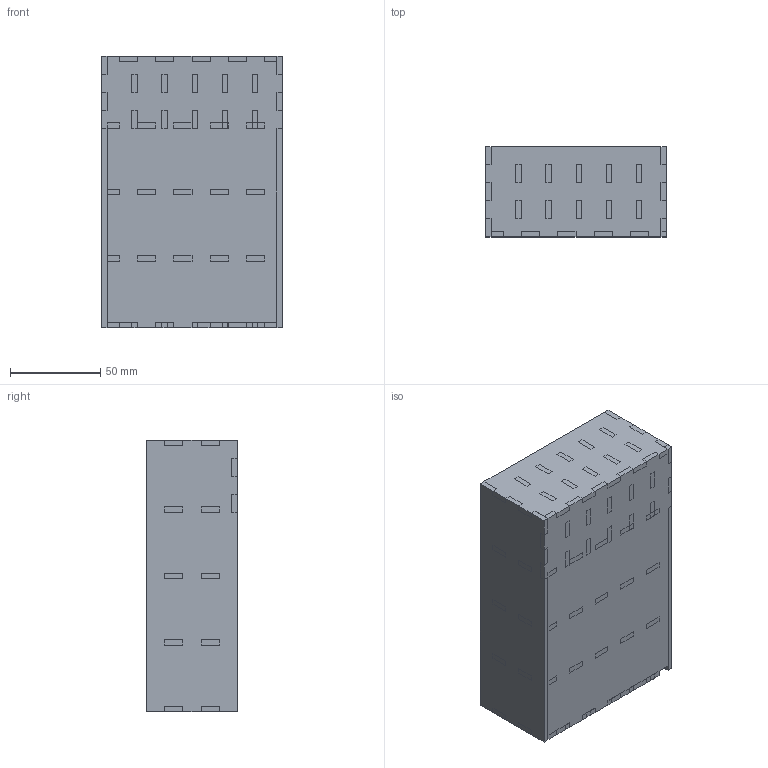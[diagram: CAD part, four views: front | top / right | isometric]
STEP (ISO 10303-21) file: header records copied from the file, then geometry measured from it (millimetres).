
FILE_DESCRIPTION(/* description */ (''),/* implementation_level */ '2;1');
FILE_NAME(/* name */ 'stiftehalter paremetrisch final.step',/* time_stamp */ '2018-02-25T22:33:01+01:00',/* author */ (''),/* organization */ (''),/* preprocessor_version */ 'ST-DEVELOPER v16.13',/* originating_system */ 'Autodesk Translation Framework v6.5.0.72',/* authorisation */ '');
FILE_SCHEMA (('AUTOMOTIVE_DESIGN { 1 0 10303 214 3 1 1 }'));
Length unit declared in the file: millimetre
Products named in the file (14): stiftehalter v2 flach; links; front; base; back; mitte; mitte3; rechts; rechts1; rechts2; rechts3; links2; links1; mitte2 (1)
Assembly tree (13 placements, depth 3):
  stiftehalter v2 flach
    links
    front
    base
    back
    mitte
      mitte3
    rechts
    rechts1
    rechts2
    rechts3
    links2
    links1
    mitte2 (1)
Bounding box: 100 x 50 x 150 mm (x, y, z)
Volume: 264099.7 mm3; surface area: 200665.4 mm2
Topology: 18 solids, 18 shells, 726 faces, 2070 edges, 1380 vertices
Faces by surface type: plane 726
Entity records: 23683 total; most frequent: CARTESIAN_POINT 4203, ORIENTED_EDGE 4140, DIRECTION 3576, LINE 2070, VECTOR 2070, EDGE_CURVE 2070, VERTEX_POINT 1380, EDGE_LOOP 790
